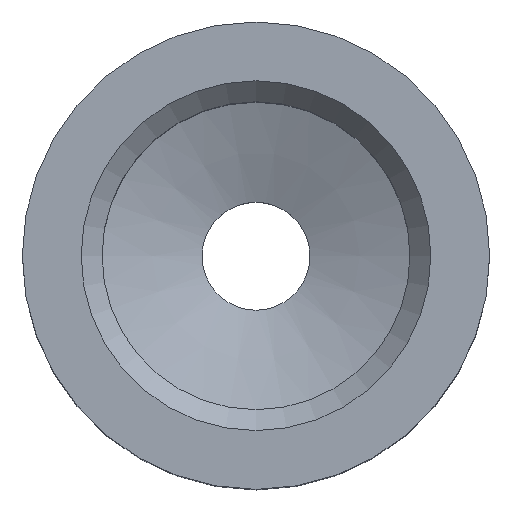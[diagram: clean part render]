
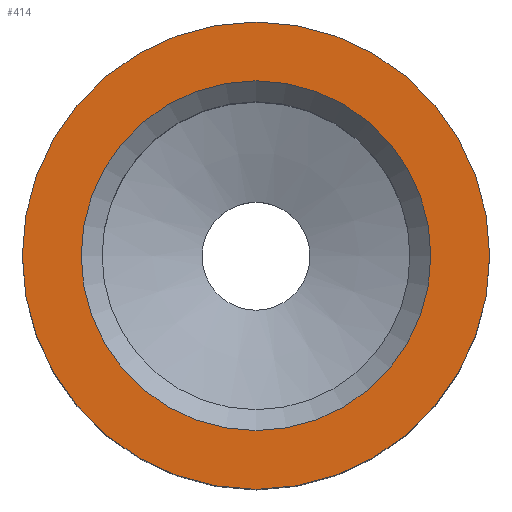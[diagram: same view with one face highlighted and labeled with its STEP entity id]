
A CAD part, top view. The second image highlights one B-rep face of the part: STEP entity #414.
In plain terms, the highlighted planar face has unit normal (0, 0, 1).
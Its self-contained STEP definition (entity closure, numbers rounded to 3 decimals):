
#53=PLANE('',#475);
#79=CIRCLE('',#476,6.5);
#80=CIRCLE('',#477,4.864);
#161=ORIENTED_EDGE('',*,*,#223,.F.);
#162=ORIENTED_EDGE('',*,*,#224,.T.);
#223=EDGE_CURVE('',#259,#259,#79,.T.);
#224=EDGE_CURVE('',#260,#260,#80,.T.);
#259=VERTEX_POINT('',#746);
#260=VERTEX_POINT('',#748);
#312=EDGE_LOOP('',(#161));
#313=EDGE_LOOP('',(#162));
#362=FACE_BOUND('',#312,.T.);
#363=FACE_BOUND('',#313,.T.);
#414=ADVANCED_FACE('',(#362,#363),#53,.F.);
#475=AXIS2_PLACEMENT_3D('',#744,#584,#585);
#476=AXIS2_PLACEMENT_3D('',#745,#586,#587);
#477=AXIS2_PLACEMENT_3D('',#747,#588,#589);
#584=DIRECTION('',(0.,0.,-1.));
#585=DIRECTION('',(-1.,0.,0.));
#586=DIRECTION('',(0.,0.,-1.));
#587=DIRECTION('',(-1.,0.,0.));
#588=DIRECTION('',(0.,0.,-1.));
#589=DIRECTION('',(-1.,0.,0.));
#744=CARTESIAN_POINT('',(0.,0.,23.5));
#745=CARTESIAN_POINT('',(0.,0.,23.5));
#746=CARTESIAN_POINT('',(-6.5,0.,23.5));
#747=CARTESIAN_POINT('',(0.,0.,23.5));
#748=CARTESIAN_POINT('',(-4.864,0.,23.5));
